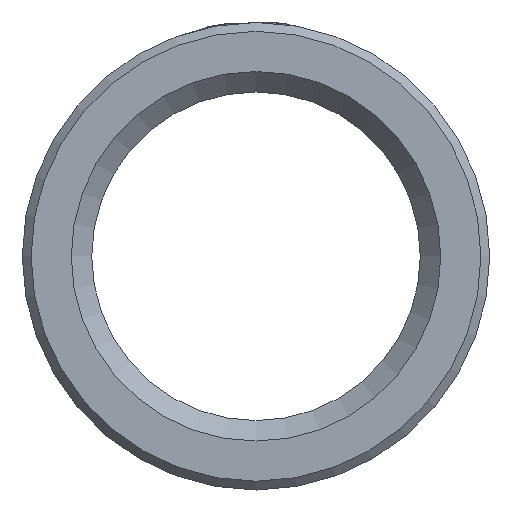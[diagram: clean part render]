
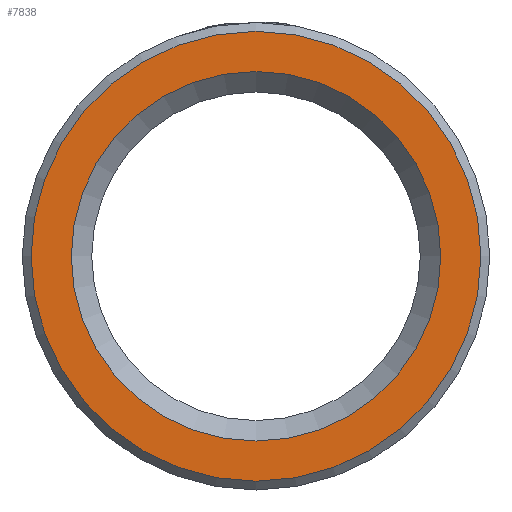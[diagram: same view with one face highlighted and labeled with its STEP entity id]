
A CAD part, left-side view. The second image highlights one B-rep face of the part: STEP entity #7838.
In plain terms, the highlighted planar face has unit normal (-1, 0, 0).
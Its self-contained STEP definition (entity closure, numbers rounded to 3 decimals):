
#938 = CIRCLE ( 'NONE', #8629, 12.75 ) ;
#1877 = ORIENTED_EDGE ( 'NONE', *, *, #6686, .T. ) ;
#2445 = VERTEX_POINT ( 'NONE', #5844 ) ;
#3005 = DIRECTION ( 'NONE',  ( 0., 0., -1. ) ) ;
#3826 = DIRECTION ( 'NONE',  ( -1., 0., 0. ) ) ;
#3939 = PLANE ( 'NONE',  #8716 ) ;
#4223 = AXIS2_PLACEMENT_3D ( 'NONE', #6135, #7833, #6999 ) ;
#4790 = EDGE_CURVE ( 'NONE', #9222, #9222, #938, .T. ) ;
#5718 = CARTESIAN_POINT ( 'NONE',  ( 0., 0., 0. ) ) ;
#5742 = EDGE_LOOP ( 'NONE', ( #6851 ) ) ;
#5844 = CARTESIAN_POINT ( 'NONE',  ( 0., 0., -10.475 ) ) ;
#6135 = CARTESIAN_POINT ( 'NONE',  ( 0., 0., 0. ) ) ;
#6401 = FACE_OUTER_BOUND ( 'NONE', #5742, .T. ) ;
#6517 = DIRECTION ( 'NONE',  ( 1., 0., 0. ) ) ;
#6686 = EDGE_CURVE ( 'NONE', #2445, #2445, #9917, .T. ) ;
#6851 = ORIENTED_EDGE ( 'NONE', *, *, #4790, .T. ) ;
#6999 = DIRECTION ( 'NONE',  ( 0., 0., -1. ) ) ;
#7370 = CARTESIAN_POINT ( 'NONE',  ( 0., 0., 0. ) ) ;
#7536 = CARTESIAN_POINT ( 'NONE',  ( 0., 0., -12.75 ) ) ;
#7833 = DIRECTION ( 'NONE',  ( 1., 0., 0. ) ) ;
#7838 = ADVANCED_FACE ( 'NONE', ( #6401, #9817 ), #3939, .F. ) ;
#8629 = AXIS2_PLACEMENT_3D ( 'NONE', #5718, #3826, #3005 ) ;
#8716 = AXIS2_PLACEMENT_3D ( 'NONE', #7370, #6517, #9924 ) ;
#9222 = VERTEX_POINT ( 'NONE', #7536 ) ;
#9817 = FACE_BOUND ( 'NONE', #9959, .T. ) ;
#9917 = CIRCLE ( 'NONE', #4223, 10.475 ) ;
#9924 = DIRECTION ( 'NONE',  ( 0., 0., -1. ) ) ;
#9959 = EDGE_LOOP ( 'NONE', ( #1877 ) ) ;
